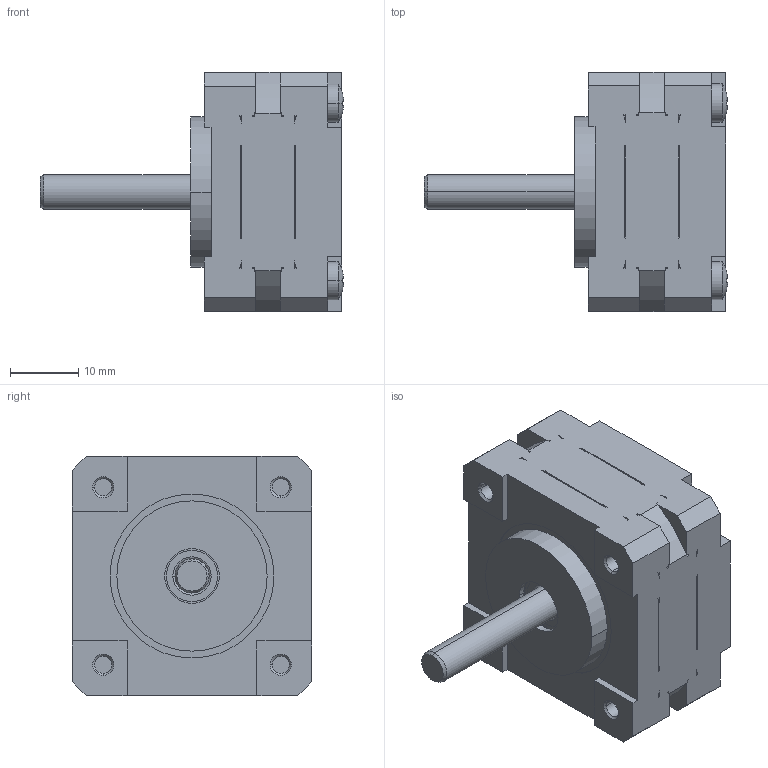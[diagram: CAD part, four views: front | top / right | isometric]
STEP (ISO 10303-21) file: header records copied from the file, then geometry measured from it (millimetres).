
FILE_DESCRIPTION((''),'2;1');
FILE_NAME('3_1_01_035_0234_SW0001','2021-03-10T16:05:53',('xujiajun'),(''),'CREO PARAMETRIC BY PTC INC, 2017110','CREO PARAMETRIC BY PTC INC, 2017110','');
FILE_SCHEMA(('CONFIG_CONTROL_DESIGN'));
Products named in the file (1): 3_1_01_035_0234_SW0001
Bounding box: 44.42 x 35 x 35 mm (x, y, z)
Volume: 17634.8 mm3; surface area: 19582.8 mm2
Topology: 2 solids, 4 shells, 2071 faces, 5931 edges, 3871 vertices
Faces by surface type: plane 1550, cylinder 407, sphere 40, cone 40, torus 30, bspline 4
Entity records: 68588 total; most frequent: CARTESIAN_POINT 13313, ORIENTED_EDGE 11830, DIRECTION 11326, EDGE_CURVE 5915, VECTOR 4338, LINE 4338, VERTEX_POINT 3871, AXIS2_PLACEMENT_3D 3494
